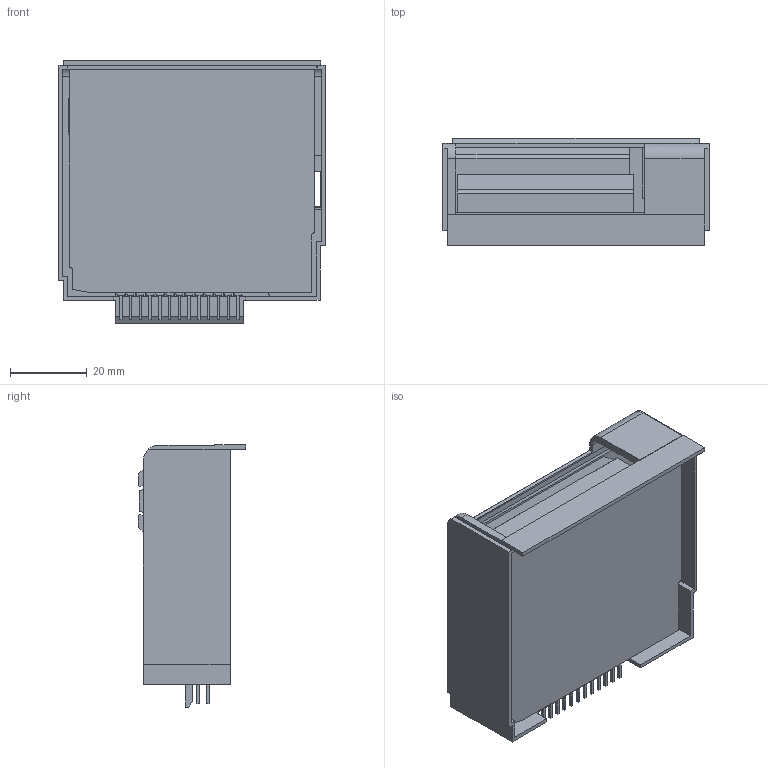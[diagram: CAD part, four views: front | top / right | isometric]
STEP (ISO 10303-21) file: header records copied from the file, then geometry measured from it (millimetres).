
FILE_DESCRIPTION (( 'STEP AP214' ), '1' );
FILE_NAME ('14741859_MODULO IO CFW500_IOS Coord nc.STEP', '2021-07-13T18:45:07', ( '' ), ( '' ), 'SwSTEP 2.0', 'SolidWorks 2017', '' );
FILE_SCHEMA (( 'AUTOMOTIVE_DESIGN' ));
Length unit declared in the file: inch
Products named in the file (1): 14741859_MODULO IO CFW500_IOS Coord nc
Bounding box: 69.25 x 27.85 x 68.21 mm (x, y, z)
Volume: 27035.3 mm3; surface area: 30250.8 mm2
Topology: 2 solids, 2 shells, 494 faces, 1325 edges, 866 vertices
Faces by surface type: plane 452, cylinder 42
Entity records: 15234 total; most frequent: CARTESIAN_POINT 2686, ORIENTED_EDGE 2650, DIRECTION 2405, EDGE_CURVE 1325, VECTOR 1235, LINE 1235, VERTEX_POINT 866, AXIS2_PLACEMENT_3D 585
